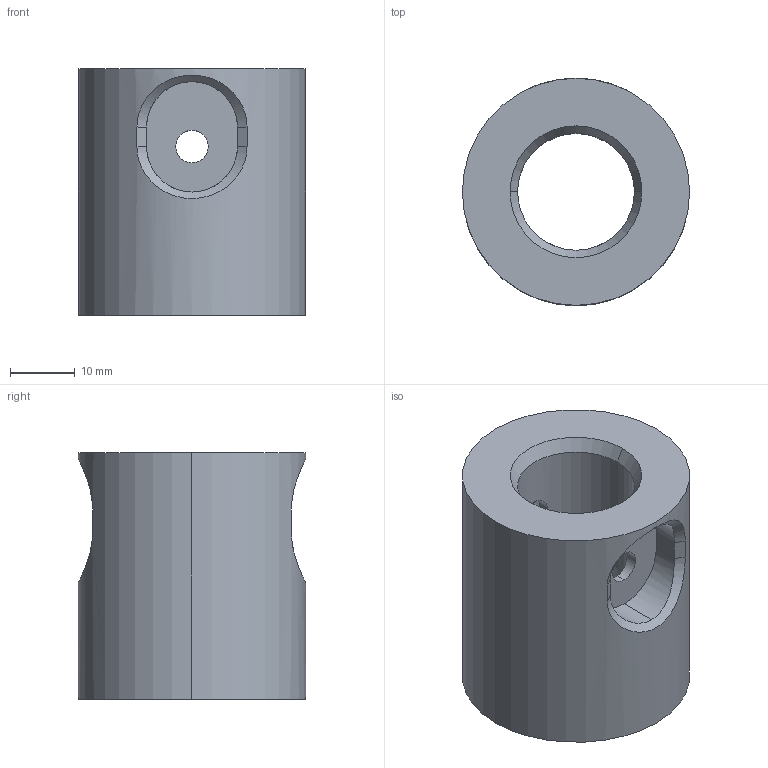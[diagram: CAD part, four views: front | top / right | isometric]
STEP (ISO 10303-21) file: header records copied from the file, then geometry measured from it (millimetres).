
FILE_DESCRIPTION (( 'STEP AP214' ), '1' );
FILE_NAME ('POMMEL_2.STEP', '2016-10-18T17:08:59', ( '' ), ( '' ), 'SwSTEP 2.0', 'SolidWorks 2014', '' );
FILE_SCHEMA (( 'AUTOMOTIVE_DESIGN' ));
Length unit declared in the file: millimetre
Products named in the file (1): POMMEL_2
Bounding box: 35 x 35 x 38 mm (x, y, z)
Volume: 16451.5 mm3; surface area: 8807.2 mm2
Topology: 1 solids, 1 shells, 38 faces, 86 edges, 54 vertices
Faces by surface type: cylinder 18, plane 14, bspline 4, cone 2
Entity records: 3472 total; most frequent: CARTESIAN_POINT 2581, ORIENTED_EDGE 172, DIRECTION 162, EDGE_CURVE 86, AXIS2_PLACEMENT_3D 63, VERTEX_POINT 54, EDGE_LOOP 48, ADVANCED_FACE 38
